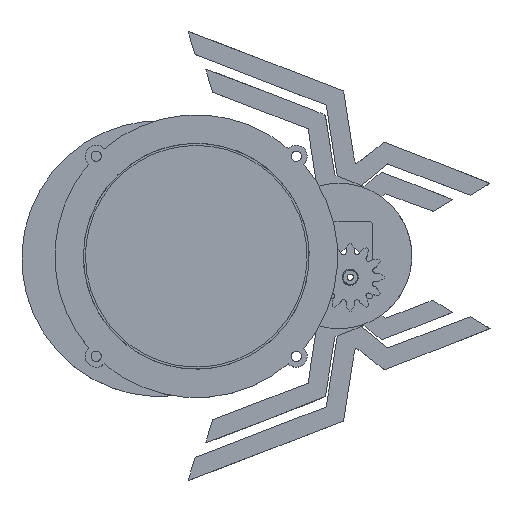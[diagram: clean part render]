
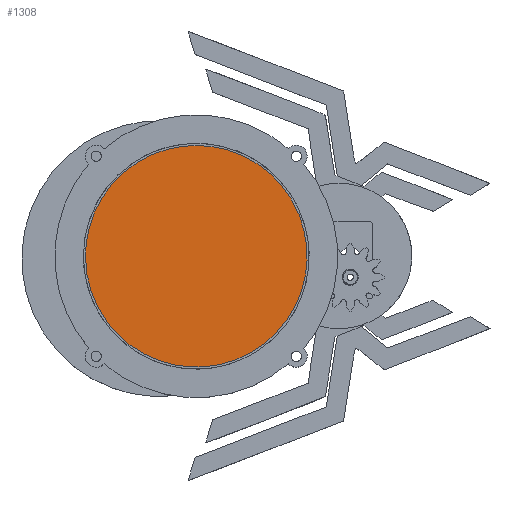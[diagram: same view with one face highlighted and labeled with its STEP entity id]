
A CAD part, top view. The second image highlights one B-rep face of the part: STEP entity #1308.
In plain terms, the highlighted planar face has unit normal (0, 0, 1).
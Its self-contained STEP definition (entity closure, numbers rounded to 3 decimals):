
#408=(
BOUNDED_CURVE()
B_SPLINE_CURVE(2,(#39643,#39644,#39645,#39646,#39647,#39648,#39649,#39650,
#39651),.UNSPECIFIED.,.T.,.F.)
B_SPLINE_CURVE_WITH_KNOTS((3,2,2,2,3),(-215.827,-161.871,
-107.914,-53.957,0.),.UNSPECIFIED.)
CURVE()
GEOMETRIC_REPRESENTATION_ITEM()
RATIONAL_B_SPLINE_CURVE((1.,0.707,1.,0.707,1.,0.707,
1.,0.707,1.))
REPRESENTATION_ITEM('')
);
#1308=ADVANCED_FACE('',(#1904),#10073,.T.);
#1904=FACE_OUTER_BOUND('',#2506,.T.);
#2506=EDGE_LOOP('',(#4453));
#4453=ORIENTED_EDGE('',*,*,#6981,.T.);
#6981=EDGE_CURVE('',#9439,#9439,#408,.T.);
#9439=VERTEX_POINT('',#39526);
#10073=PLANE('',#10452);
#10452=AXIS2_PLACEMENT_3D('',#39489,#10834,$);
#10834=DIRECTION('',(0.,0.,1.));
#39489=CARTESIAN_POINT('',(-4.55,-38.44,31.249));
#39526=CARTESIAN_POINT('',(2.44,2.9,31.249));
#39643=CARTESIAN_POINT('',(2.44,2.9,31.249));
#39644=CARTESIAN_POINT('',(2.44,-31.45,31.249));
#39645=CARTESIAN_POINT('',(36.79,-31.45,31.249));
#39646=CARTESIAN_POINT('',(71.14,-31.45,31.249));
#39647=CARTESIAN_POINT('',(71.14,2.9,31.249));
#39648=CARTESIAN_POINT('',(71.14,37.25,31.249));
#39649=CARTESIAN_POINT('',(36.79,37.25,31.249));
#39650=CARTESIAN_POINT('',(2.44,37.25,31.249));
#39651=CARTESIAN_POINT('',(2.44,2.9,31.249));
